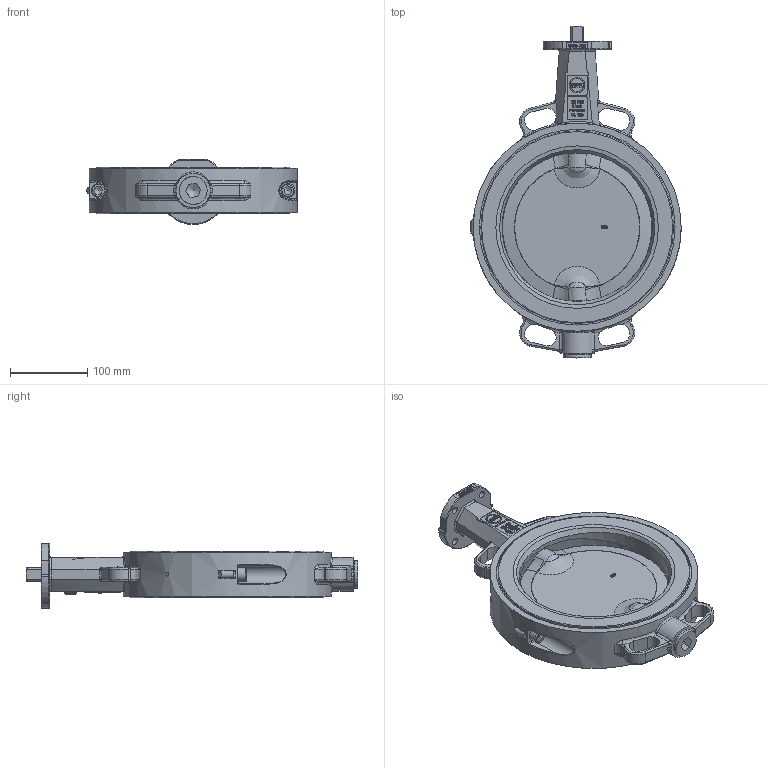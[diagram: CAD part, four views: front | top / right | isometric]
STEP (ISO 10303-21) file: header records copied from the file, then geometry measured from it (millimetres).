
FILE_DESCRIPTION((''),'2;1');
FILE_NAME('T211-A DN200.stp','2009-03-06T09:45:55',('hellwig'),(''),'Autodesk Inventor 2008','Autodesk Inventor 2008','');
FILE_SCHEMA(('AUTOMOTIVE_DESIGN { 1 0 10303 214 1 1 1 1 }'));
Length unit declared in the file: millimetre
Products named in the file (1): Bauteil1
Bounding box: 271.99 x 429 x 84 mm (x, y, z)
Volume: 2052263 mm3; surface area: 369659.1 mm2
Topology: 1 solids, 12 shells, 1017 faces, 2663 edges, 1725 vertices
Faces by surface type: bspline 408, plane 384, cylinder 139, cone 44, torus 40, sphere 2
Full cylindrical faces by diameter (mm): 3 x2, 3.2 x2, 4.134 x1, 10.106 x2, 12 x2, 18 x2, 22 x3, 22.1 x2, 23 x1, 25 x1, 27 x1, 27.1 x2, 30.3 x1, 35.9 x1, 36 x1, 38 x2, 55.1 x1, 201.5 x1, 204.4 x1, 249 x2, 253 x1, 269 x1
Entity records: 43904 total; most frequent: CARTESIAN_POINT 21171, ORIENTED_EDGE 5016, DIRECTION 3356, EDGE_CURVE 2508, VERTEX_POINT 1676, EDGE_LOOP 1226, VECTOR 1134, LINE 1134
